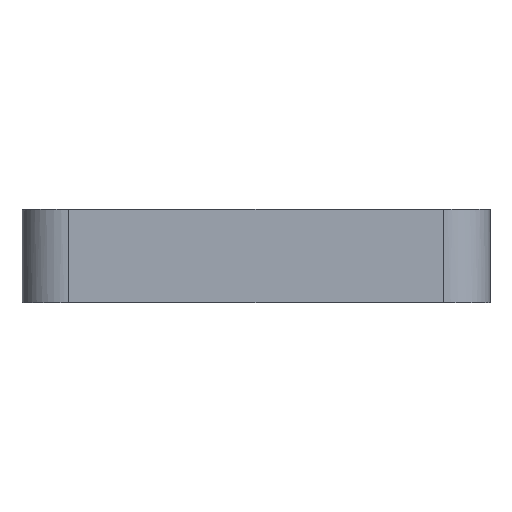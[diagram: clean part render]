
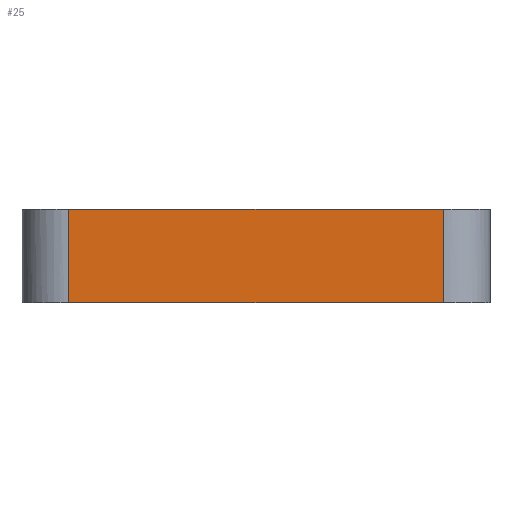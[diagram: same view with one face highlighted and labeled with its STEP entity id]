
A CAD part, front view. The second image highlights one B-rep face of the part: STEP entity #25.
In plain terms, the highlighted free-form (B-spline) face has degree [2, 1] with [3, 2] control points.
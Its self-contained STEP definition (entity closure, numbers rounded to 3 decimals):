
#25=ADVANCED_FACE('',(#36),#378,.T.);
#36=FACE_OUTER_BOUND('',#47,.T.);
#47=EDGE_LOOP('',(#78,#79,#80,#81));
#78=ORIENTED_EDGE('',*,*,#299,.T.);
#79=ORIENTED_EDGE('',*,*,#300,.T.);
#80=ORIENTED_EDGE('',*,*,#301,.T.);
#81=ORIENTED_EDGE('',*,*,#297,.F.);
#129=PCURVE('',#377,#183);
#132=PCURVE('',#378,#186);
#133=PCURVE('',#378,#187);
#134=PCURVE('',#378,#188);
#135=PCURVE('',#378,#189);
#139=PCURVE('',#379,#193);
#141=PCURVE('',#370,#195);
#155=PCURVE('',#371,#209);
#183=DEFINITIONAL_REPRESENTATION('',(#237),#811);
#186=DEFINITIONAL_REPRESENTATION('',(#240),#811);
#187=DEFINITIONAL_REPRESENTATION('',(#241),#811);
#188=DEFINITIONAL_REPRESENTATION('',(#242),#811);
#189=DEFINITIONAL_REPRESENTATION('',(#243),#811);
#193=DEFINITIONAL_REPRESENTATION('',(#247),#811);
#195=DEFINITIONAL_REPRESENTATION('',(#332),#811);
#209=DEFINITIONAL_REPRESENTATION('',(#347),#811);
#237=B_SPLINE_CURVE_WITH_KNOTS('',1,(#659,#660),.UNSPECIFIED.,.F.,.F.,(2,
2),(0.,10.),.UNSPECIFIED.);
#240=B_SPLINE_CURVE_WITH_KNOTS('',1,(#671,#672),.UNSPECIFIED.,.F.,.F.,(2,
2),(896.416,936.416),.UNSPECIFIED.);
#241=B_SPLINE_CURVE_WITH_KNOTS('',1,(#675,#676),.UNSPECIFIED.,.F.,.F.,(2,
2),(0.,10.),.UNSPECIFIED.);
#242=B_SPLINE_CURVE_WITH_KNOTS('',1,(#680,#681),.UNSPECIFIED.,.F.,.F.,(2,
2),(-936.416,-896.416),.UNSPECIFIED.);
#243=B_SPLINE_CURVE_WITH_KNOTS('',1,(#682,#683),.UNSPECIFIED.,.F.,.F.,(2,
2),(0.,10.),.UNSPECIFIED.);
#247=B_SPLINE_CURVE_WITH_KNOTS('',1,(#696,#697),.UNSPECIFIED.,.F.,.F.,(2,
2),(0.,10.),.UNSPECIFIED.);
#270=SURFACE_CURVE('',#324,(#129,#135),.PCURVE_S1.);
#272=SURFACE_CURVE('',#326,(#132,#141),.PCURVE_S1.);
#273=SURFACE_CURVE('',#327,(#133,#139),.PCURVE_S1.);
#274=SURFACE_CURVE('',#328,(#134,#155),.PCURVE_S1.);
#297=EDGE_CURVE('',#364,#365,#270,.T.);
#299=EDGE_CURVE('',#364,#366,#272,.T.);
#300=EDGE_CURVE('',#366,#367,#273,.T.);
#301=EDGE_CURVE('',#367,#365,#274,.T.);
#324=(
BOUNDED_CURVE()
B_SPLINE_CURVE(1,(#657,#658),.UNSPECIFIED.,.F.,.F.)
B_SPLINE_CURVE_WITH_KNOTS((2,2),(0.,10.),.UNSPECIFIED.)
CURVE()
GEOMETRIC_REPRESENTATION_ITEM()
RATIONAL_B_SPLINE_CURVE((1.,1.))
REPRESENTATION_ITEM('')
);
#326=(
BOUNDED_CURVE()
B_SPLINE_CURVE(2,(#668,#669,#670),.UNSPECIFIED.,.F.,.F.)
B_SPLINE_CURVE_WITH_KNOTS((3,3),(896.416,936.416),
 .UNSPECIFIED.)
CURVE()
GEOMETRIC_REPRESENTATION_ITEM()
RATIONAL_B_SPLINE_CURVE((1.,1.,1.))
REPRESENTATION_ITEM('')
);
#327=(
BOUNDED_CURVE()
B_SPLINE_CURVE(1,(#673,#674),.UNSPECIFIED.,.F.,.F.)
B_SPLINE_CURVE_WITH_KNOTS((2,2),(0.,10.),.UNSPECIFIED.)
CURVE()
GEOMETRIC_REPRESENTATION_ITEM()
RATIONAL_B_SPLINE_CURVE((1.,1.))
REPRESENTATION_ITEM('')
);
#328=(
BOUNDED_CURVE()
B_SPLINE_CURVE(2,(#677,#678,#679),.UNSPECIFIED.,.F.,.F.)
B_SPLINE_CURVE_WITH_KNOTS((3,3),(-936.416,-896.416),
 .UNSPECIFIED.)
CURVE()
GEOMETRIC_REPRESENTATION_ITEM()
RATIONAL_B_SPLINE_CURVE((1.,1.,1.))
REPRESENTATION_ITEM('')
);
#332=(
BOUNDED_CURVE()
B_SPLINE_CURVE(2,(#701,#702,#703),.UNSPECIFIED.,.F.,.F.)
B_SPLINE_CURVE_WITH_KNOTS((3,3),(896.416,936.416),
 .UNSPECIFIED.)
CURVE()
GEOMETRIC_REPRESENTATION_ITEM()
RATIONAL_B_SPLINE_CURVE((1.,1.,1.))
REPRESENTATION_ITEM('')
);
#347=(
BOUNDED_CURVE()
B_SPLINE_CURVE(2,(#758,#759,#760),.UNSPECIFIED.,.F.,.F.)
B_SPLINE_CURVE_WITH_KNOTS((3,3),(-936.416,-896.416),
 .UNSPECIFIED.)
CURVE()
GEOMETRIC_REPRESENTATION_ITEM()
RATIONAL_B_SPLINE_CURVE((1.,1.,1.))
REPRESENTATION_ITEM('')
);
#364=VERTEX_POINT('',#564);
#365=VERTEX_POINT('',#565);
#366=VERTEX_POINT('',#566);
#367=VERTEX_POINT('',#567);
#370=B_SPLINE_SURFACE_WITH_KNOTS('',1,1,((#526,#527),(#528,#529)),
 .UNSPECIFIED.,.F.,.F.,.F.,(2,2),(2,2),(-17.5,107.5),(-56.25,
6.25),.UNSPECIFIED.);
#371=B_SPLINE_SURFACE_WITH_KNOTS('',1,1,((#530,#531),(#532,#533)),
 .UNSPECIFIED.,.F.,.F.,.F.,(2,2),(2,2),(-50.,0.),(-5.,
95.),.UNSPECIFIED.);
#377=(
BOUNDED_SURFACE()
B_SPLINE_SURFACE(2,1,((#508,#509),(#510,#511),(#512,#513)),
 .UNSPECIFIED.,.F.,.F.,.F.)
B_SPLINE_SURFACE_WITH_KNOTS((3,3),(2,2),(888.562,896.416),
(0.,10.),.UNSPECIFIED.)
GEOMETRIC_REPRESENTATION_ITEM()
RATIONAL_B_SPLINE_SURFACE(((1.,1.),(0.707,0.707),
(1.,1.)))
REPRESENTATION_ITEM('')
SURFACE()
);
#378=(
BOUNDED_SURFACE()
B_SPLINE_SURFACE(2,1,((#514,#515),(#516,#517),(#518,#519)),
 .UNSPECIFIED.,.F.,.F.,.F.)
B_SPLINE_SURFACE_WITH_KNOTS((3,3),(2,2),(896.416,936.416),
(0.,10.),.UNSPECIFIED.)
GEOMETRIC_REPRESENTATION_ITEM()
RATIONAL_B_SPLINE_SURFACE(((1.,1.),(1.,1.),(1.,1.)))
REPRESENTATION_ITEM('')
SURFACE()
);
#379=(
BOUNDED_SURFACE()
B_SPLINE_SURFACE(2,1,((#520,#521),(#522,#523),(#524,#525)),
 .UNSPECIFIED.,.F.,.F.,.F.)
B_SPLINE_SURFACE_WITH_KNOTS((3,3),(2,2),(936.416,944.27),
(0.,10.),.UNSPECIFIED.)
GEOMETRIC_REPRESENTATION_ITEM()
RATIONAL_B_SPLINE_SURFACE(((1.,1.),(0.707,0.707),
(1.,1.)))
REPRESENTATION_ITEM('')
SURFACE()
);
#508=CARTESIAN_POINT('',(-25.,-45.,0.));
#509=CARTESIAN_POINT('',(-25.,-45.,10.));
#510=CARTESIAN_POINT('',(-25.,-50.,0.));
#511=CARTESIAN_POINT('',(-25.,-50.,10.));
#512=CARTESIAN_POINT('',(-20.,-50.,0.));
#513=CARTESIAN_POINT('',(-20.,-50.,10.));
#514=CARTESIAN_POINT('',(-20.,-50.,0.));
#515=CARTESIAN_POINT('',(-20.,-50.,10.));
#516=CARTESIAN_POINT('',(0.,-50.,0.));
#517=CARTESIAN_POINT('',(0.,-50.,10.));
#518=CARTESIAN_POINT('',(20.,-50.,0.));
#519=CARTESIAN_POINT('',(20.,-50.,10.));
#520=CARTESIAN_POINT('',(20.,-50.,0.));
#521=CARTESIAN_POINT('',(20.,-50.,10.));
#522=CARTESIAN_POINT('',(25.,-50.,0.));
#523=CARTESIAN_POINT('',(25.,-50.,10.));
#524=CARTESIAN_POINT('',(25.,-45.,0.));
#525=CARTESIAN_POINT('',(25.,-45.,10.));
#526=CARTESIAN_POINT('',(-31.25,-62.5,0.));
#527=CARTESIAN_POINT('',(31.25,-62.5,0.));
#528=CARTESIAN_POINT('',(-31.25,62.5,0.));
#529=CARTESIAN_POINT('',(31.25,62.5,0.));
#530=CARTESIAN_POINT('',(-25.,-50.,10.));
#531=CARTESIAN_POINT('',(-25.,50.,10.));
#532=CARTESIAN_POINT('',(25.,-50.,10.));
#533=CARTESIAN_POINT('',(25.,50.,10.));
#564=CARTESIAN_POINT('',(-20.,-50.,0.));
#565=CARTESIAN_POINT('',(-20.,-50.,10.));
#566=CARTESIAN_POINT('',(20.,-50.,0.));
#567=CARTESIAN_POINT('',(20.,-50.,10.));
#657=CARTESIAN_POINT('',(-20.,-50.,0.));
#658=CARTESIAN_POINT('',(-20.,-50.,10.));
#659=CARTESIAN_POINT('',(896.416,0.));
#660=CARTESIAN_POINT('',(896.416,10.));
#668=CARTESIAN_POINT('',(-20.,-50.,0.));
#669=CARTESIAN_POINT('',(0.,-50.,0.));
#670=CARTESIAN_POINT('',(20.,-50.,0.));
#671=CARTESIAN_POINT('',(896.416,0.));
#672=CARTESIAN_POINT('',(936.416,0.));
#673=CARTESIAN_POINT('',(20.,-50.,0.));
#674=CARTESIAN_POINT('',(20.,-50.,10.));
#675=CARTESIAN_POINT('',(936.416,0.));
#676=CARTESIAN_POINT('',(936.416,10.));
#677=CARTESIAN_POINT('',(20.,-50.,10.));
#678=CARTESIAN_POINT('',(0.,-50.,10.));
#679=CARTESIAN_POINT('',(-20.,-50.,10.));
#680=CARTESIAN_POINT('',(936.416,10.));
#681=CARTESIAN_POINT('',(896.416,10.));
#682=CARTESIAN_POINT('',(896.416,0.));
#683=CARTESIAN_POINT('',(896.416,10.));
#696=CARTESIAN_POINT('',(936.416,0.));
#697=CARTESIAN_POINT('',(936.416,10.));
#701=CARTESIAN_POINT('',(-5.,-45.));
#702=CARTESIAN_POINT('',(-5.,-25.));
#703=CARTESIAN_POINT('',(-5.,-5.));
#758=CARTESIAN_POINT('',(-5.,-5.));
#759=CARTESIAN_POINT('',(-25.,-5.));
#760=CARTESIAN_POINT('',(-45.,-5.));
#811=(
GEOMETRIC_REPRESENTATION_CONTEXT(2)
PARAMETRIC_REPRESENTATION_CONTEXT()
REPRESENTATION_CONTEXT('pspace','')
);
